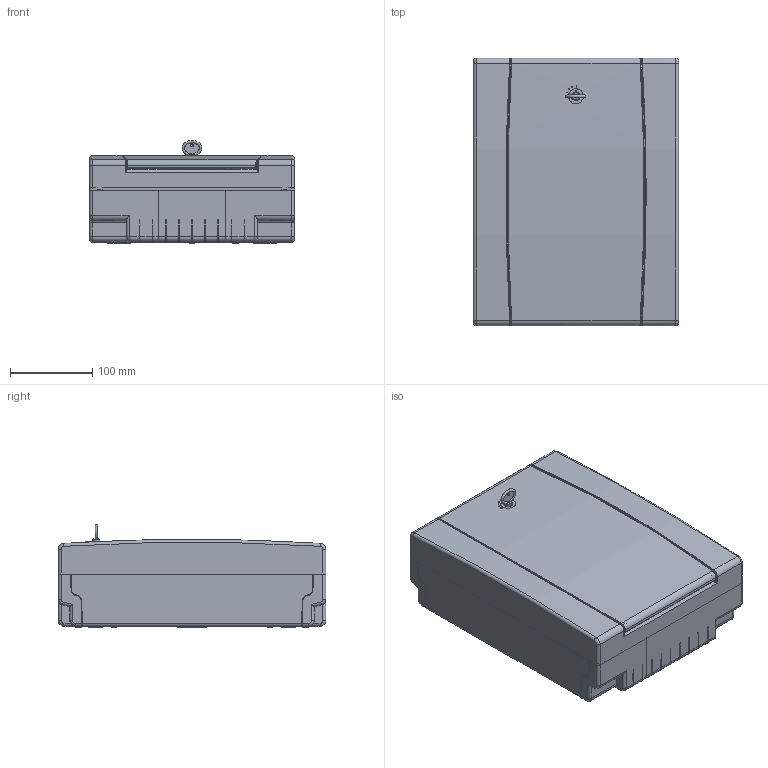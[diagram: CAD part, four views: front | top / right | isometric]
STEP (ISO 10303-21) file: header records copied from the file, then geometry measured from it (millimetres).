
FILE_DESCRIPTION(/* description */ (''),/* implementation_level */ '2;1');
FILE_NAME(/* name */ '4003357.stp',/* time_stamp */ '2019-03-01T10:40:56+01:00',/* author */ (''),/* organization */ (''),/* preprocessor_version */ 'ST-DEVELOPER v16.7',/* originating_system */ 'SIEMENS PLM Software NX 12.0',/* authorisation */ '');
FILE_SCHEMA (('AUTOMOTIVE_DESIGN { 1 0 10303 214 3 1 1 1 }'));
Products named in the file (1): bsom23CC53FBovv9
Bounding box: 250 x 326 x 125.58 mm (x, y, z)
Volume: 755375.2 mm3; surface area: 810463.7 mm2
Topology: 9 solids, 10 shells, 3073 faces, 8306 edges, 5299 vertices
Faces by surface type: plane 1829, cylinder 826, torus 153, bspline 120, cone 119, sphere 18, extrusion 4, revolution 4
Full cylindrical faces by diameter (mm): 1 x4, 2.4 x12, 2.8 x6, 3 x6, 3.4 x1, 3.7 x2, 4 x4, 4.4 x12, 6 x12, 6.5 x4, 7 x12, 7.4 x1, 8 x8, 8.7 x1, 9.3 x2, 9.5 x1, 12.6 x4, 14.8 x4, 15.9 x2, 16 x2, 18.1 x1, 18.2 x8, 18.4 x1, 21.4 x1
Entity records: 104725 total; most frequent: CARTESIAN_POINT 26898, ORIENTED_EDGE 15936, DIRECTION 15115, EDGE_CURVE 7968, VERTEX_POINT 5204, VECTOR 5129, LINE 5125, AXIS2_PLACEMENT_3D 4991
